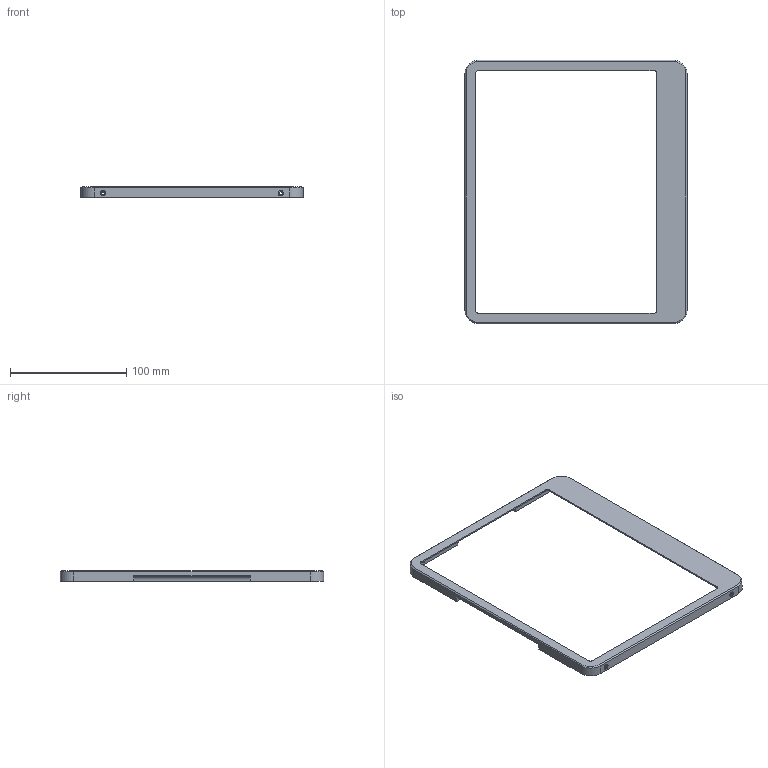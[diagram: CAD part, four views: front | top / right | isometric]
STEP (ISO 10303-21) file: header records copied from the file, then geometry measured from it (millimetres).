
FILE_DESCRIPTION(('FreeCAD Model'),'2;1');
FILE_NAME('Open CASCADE Shape Model','2024-10-27T16:50:16',(''),(''), 'Open CASCADE STEP processor 7.7','Ondsel','Unknown');
FILE_SCHEMA(('AUTOMOTIVE_DESIGN { 1 0 10303 214 1 1 1 1 }'));
Length unit declared in the file: millimetre
Products named in the file (1): dock-cutout
Bounding box: 191.16 x 226.66 x 9.2 mm (x, y, z)
Volume: 42434 mm3; surface area: 35929.2 mm2
Topology: 1 solids, 1 shells, 68 faces, 175 edges, 114 vertices
Faces by surface type: plane 41, cylinder 23, cone 4
Full cylindrical faces by diameter (mm): 2.5 x2, 2.6 x2, 4.6 x4
Entity records: 2111 total; most frequent: DIRECTION 363, CARTESIAN_POINT 358, ORIENTED_EDGE 350, EDGE_CURVE 175, LINE 125, VECTOR 125, AXIS2_PLACEMENT_3D 119, VERTEX_POINT 114
